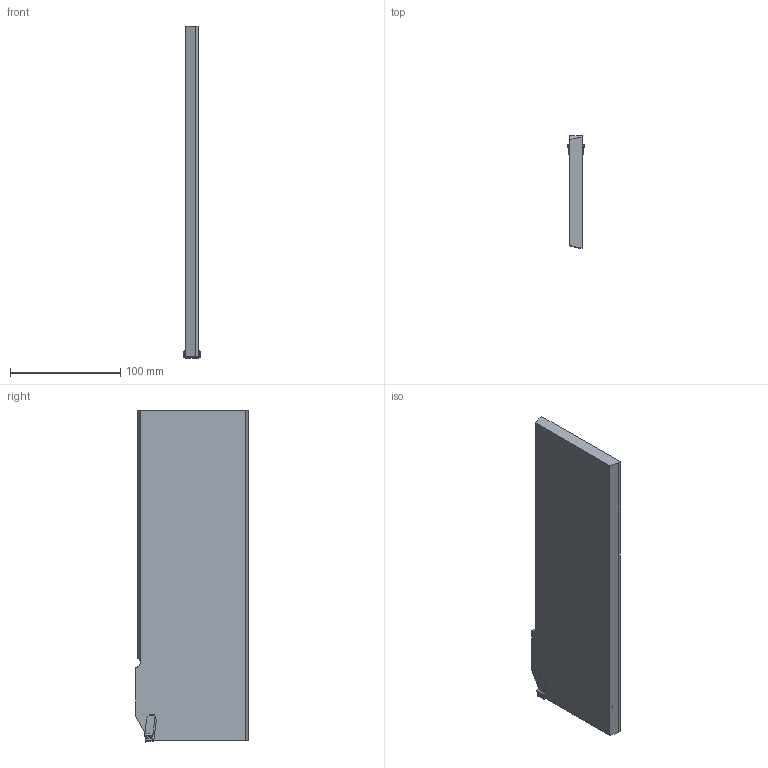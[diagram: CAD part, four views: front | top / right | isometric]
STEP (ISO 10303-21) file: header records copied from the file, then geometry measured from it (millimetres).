
FILE_DESCRIPTION(/* description */ (''),/* implementation_level */ '2;1');
FILE_NAME(/* name */ '1548395285719.stp',/* time_stamp */ '2019-01-25T11:18:30+06:00',/* author */ (''),/* organization */ ('SMS'),/* preprocessor_version */ 'ST-DEVELOPER v15',/* originating_system */ 'SIEMENS PLM Software NX 8.5',/* authorisation */ '');
FILE_SCHEMA (('AUTOMOTIVE_DESIGN { 1 0 10303 214 3 1 1 1 }'));
Length unit declared in the file: millimetre
Products named in the file (4): ASSEMBLY_CONSTRUCTION; 201539480mod000_00; 201718522mod000_00; 201718520mod000_00
Assembly tree (3 placements, depth 2):
  201718520mod000_00
    201718522mod000_00
    201539480mod000_00
    ASSEMBLY_CONSTRUCTION
Bounding box: 14.98 x 102.23 x 300.75 mm (x, y, z)
Volume: 326159.5 mm3; surface area: 70248.3 mm2
Topology: 2 solids, 3 shells, 76 faces, 207 edges, 143 vertices
Faces by surface type: plane 35, bspline 25, cylinder 14, extrusion 2
Full cylindrical faces by diameter (mm): 5.5 x1
Entity records: 3161 total; most frequent: CARTESIAN_POINT 1346, ORIENTED_EDGE 410, DIRECTION 247, EDGE_CURVE 205, VERTEX_POINT 136, B_SPLINE_CURVE_WITH_KNOTS 96, VECTOR 85, LINE 83
